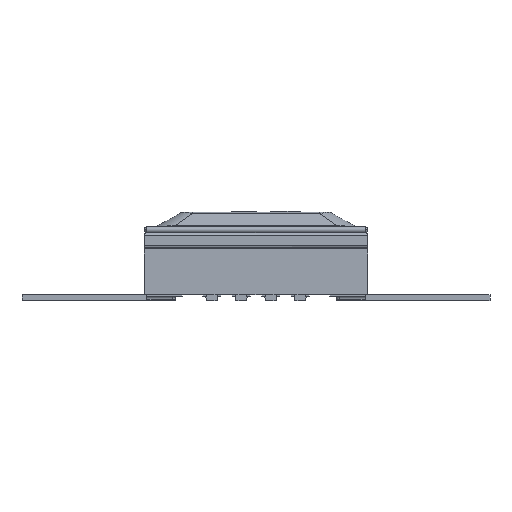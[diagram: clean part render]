
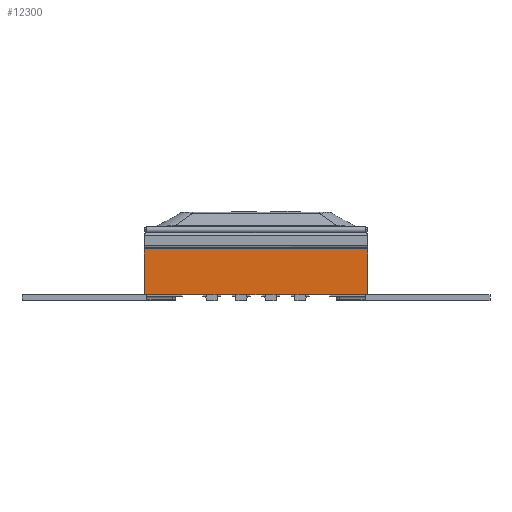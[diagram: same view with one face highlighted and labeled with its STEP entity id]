
A CAD part, left-side view. The second image highlights one B-rep face of the part: STEP entity #12300.
In plain terms, the highlighted planar face has unit normal (-1, 0, 0).
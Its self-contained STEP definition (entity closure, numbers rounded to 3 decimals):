
#603 = CARTESIAN_POINT ( 'NONE',  ( -4.6, -3.8, 0. ) ) ;
#1068 = EDGE_CURVE ( 'NONE', #3307, #6751, #21310, .T. ) ;
#1159 = EDGE_LOOP ( 'NONE', ( #14148, #25453, #6609, #29231, #4734, #2259, #10708, #29412, #7139, #23224, #22734, #28309 ) ) ;
#1404 = VERTEX_POINT ( 'NONE', #32389 ) ;
#1870 = DIRECTION ( 'NONE',  ( 0., 0., 1. ) ) ;
#1977 = EDGE_CURVE ( 'NONE', #9747, #10775, #18160, .T. ) ;
#2190 = CARTESIAN_POINT ( 'NONE',  ( -4.6, 1.685, 0. ) ) ;
#2259 = ORIENTED_EDGE ( 'NONE', *, *, #20262, .T. ) ;
#2275 = LINE ( 'NONE', #31696, #29270 ) ;
#3307 = VERTEX_POINT ( 'NONE', #16320 ) ;
#3372 = FACE_OUTER_BOUND ( 'NONE', #1159, .T. ) ;
#3414 = CARTESIAN_POINT ( 'NONE',  ( -4.6, -1.315, 0. ) ) ;
#3918 = LINE ( 'NONE', #603, #16943 ) ;
#4734 = ORIENTED_EDGE ( 'NONE', *, *, #1977, .T. ) ;
#5014 = DIRECTION ( 'NONE',  ( 0., -1., 0. ) ) ;
#5246 = DIRECTION ( 'NONE',  ( -1., 0., 0. ) ) ;
#5252 = VERTEX_POINT ( 'NONE', #21156 ) ;
#5804 = EDGE_CURVE ( 'NONE', #8904, #9747, #16133, .T. ) ;
#6315 = VECTOR ( 'NONE', #10194, 1000. ) ;
#6609 = ORIENTED_EDGE ( 'NONE', *, *, #14928, .T. ) ;
#6751 = VERTEX_POINT ( 'NONE', #8100 ) ;
#7139 = ORIENTED_EDGE ( 'NONE', *, *, #9509, .F. ) ;
#7990 = DIRECTION ( 'NONE',  ( 0., -1., 0. ) ) ;
#8100 = CARTESIAN_POINT ( 'NONE',  ( -4.6, 3.8, 1.55 ) ) ;
#8339 = CARTESIAN_POINT ( 'NONE',  ( -4.6, 3.8, 0. ) ) ;
#8561 = CARTESIAN_POINT ( 'NONE',  ( -4.6, 3.8, 0. ) ) ;
#8749 = VERTEX_POINT ( 'NONE', #2190 ) ;
#8904 = VERTEX_POINT ( 'NONE', #10652 ) ;
#9351 = DIRECTION ( 'NONE',  ( 0., -1., 0. ) ) ;
#9465 = VERTEX_POINT ( 'NONE', #12611 ) ;
#9509 = EDGE_CURVE ( 'NONE', #5252, #6751, #16958, .T. ) ;
#9747 = VERTEX_POINT ( 'NONE', #3414 ) ;
#9905 = VECTOR ( 'NONE', #5014, 1000. ) ;
#10194 = DIRECTION ( 'NONE',  ( 0., 0., 1. ) ) ;
#10652 = CARTESIAN_POINT ( 'NONE',  ( -4.6, -0.685, 0. ) ) ;
#10708 = ORIENTED_EDGE ( 'NONE', *, *, #11094, .F. ) ;
#10775 = VERTEX_POINT ( 'NONE', #26907 ) ;
#10922 = VERTEX_POINT ( 'NONE', #31425 ) ;
#10970 = VECTOR ( 'NONE', #7990, 1000. ) ;
#11094 = EDGE_CURVE ( 'NONE', #3307, #9465, #3918, .T. ) ;
#11320 = DIRECTION ( 'NONE',  ( 0., -1., 0. ) ) ;
#11359 = CARTESIAN_POINT ( 'NONE',  ( -4.6, 3.8, 0. ) ) ;
#11372 = DIRECTION ( 'NONE',  ( 0., -1., 0. ) ) ;
#11421 = VECTOR ( 'NONE', #11372, 1000. ) ;
#11752 = LINE ( 'NONE', #8339, #9905 ) ;
#11985 = PLANE ( 'NONE',  #20339 ) ;
#12300 = ADVANCED_FACE ( 'NONE', ( #3372 ), #11985, .T. ) ;
#12611 = CARTESIAN_POINT ( 'NONE',  ( -4.6, -3.8, 0. ) ) ;
#12781 = CARTESIAN_POINT ( 'NONE',  ( -4.6, 3.8, 0. ) ) ;
#13116 = DIRECTION ( 'NONE',  ( 0., -1., 0. ) ) ;
#13445 = VECTOR ( 'NONE', #14646, 1000. ) ;
#13601 = CARTESIAN_POINT ( 'NONE',  ( -4.6, 3.8, 0. ) ) ;
#14148 = ORIENTED_EDGE ( 'NONE', *, *, #29178, .T. ) ;
#14646 = DIRECTION ( 'NONE',  ( 0., 1., 0. ) ) ;
#14743 = CARTESIAN_POINT ( 'NONE',  ( -4.6, 3.8, 0. ) ) ;
#14778 = LINE ( 'NONE', #11359, #10970 ) ;
#14791 = CARTESIAN_POINT ( 'NONE',  ( -4.6, 0., 0. ) ) ;
#14928 = EDGE_CURVE ( 'NONE', #22951, #8904, #19801, .T. ) ;
#15296 = VERTEX_POINT ( 'NONE', #27836 ) ;
#16003 = VECTOR ( 'NONE', #17144, 1000. ) ;
#16133 = LINE ( 'NONE', #12781, #17918 ) ;
#16320 = CARTESIAN_POINT ( 'NONE',  ( -4.6, -3.8, 1.55 ) ) ;
#16452 = CARTESIAN_POINT ( 'NONE',  ( -4.6, 0., 0. ) ) ;
#16943 = VECTOR ( 'NONE', #30049, 1000. ) ;
#16958 = LINE ( 'NONE', #13601, #6315 ) ;
#17144 = DIRECTION ( 'NONE',  ( 0., -1., 0. ) ) ;
#17918 = VECTOR ( 'NONE', #9351, 1000. ) ;
#18022 = CARTESIAN_POINT ( 'NONE',  ( -4.6, 3.8, 1.55 ) ) ;
#18110 = LINE ( 'NONE', #14743, #22978 ) ;
#18160 = LINE ( 'NONE', #14791, #11421 ) ;
#19801 = LINE ( 'NONE', #16452, #29387 ) ;
#19969 = DIRECTION ( 'NONE',  ( 0., -1., 0. ) ) ;
#20262 = EDGE_CURVE ( 'NONE', #10775, #9465, #14778, .T. ) ;
#20339 = AXIS2_PLACEMENT_3D ( 'NONE', #8561, #5246, #1870 ) ;
#20465 = CARTESIAN_POINT ( 'NONE',  ( -4.6, 3.8, 0. ) ) ;
#21156 = CARTESIAN_POINT ( 'NONE',  ( -4.6, 3.8, 0. ) ) ;
#21310 = LINE ( 'NONE', #18022, #13445 ) ;
#22408 = EDGE_CURVE ( 'NONE', #5252, #8749, #26661, .T. ) ;
#22539 = EDGE_CURVE ( 'NONE', #15296, #22951, #18110, .T. ) ;
#22734 = ORIENTED_EDGE ( 'NONE', *, *, #30979, .T. ) ;
#22951 = VERTEX_POINT ( 'NONE', #31440 ) ;
#22978 = VECTOR ( 'NONE', #11320, 1000. ) ;
#23224 = ORIENTED_EDGE ( 'NONE', *, *, #22408, .T. ) ;
#23323 = CARTESIAN_POINT ( 'NONE',  ( -4.6, 3.8, 0. ) ) ;
#23815 = LINE ( 'NONE', #20465, #16003 ) ;
#25453 = ORIENTED_EDGE ( 'NONE', *, *, #22539, .T. ) ;
#26661 = LINE ( 'NONE', #23323, #28666 ) ;
#26907 = CARTESIAN_POINT ( 'NONE',  ( -4.6, -1.685, 0. ) ) ;
#27836 = CARTESIAN_POINT ( 'NONE',  ( -4.6, 0.315, 0. ) ) ;
#28309 = ORIENTED_EDGE ( 'NONE', *, *, #32313, .T. ) ;
#28365 = DIRECTION ( 'NONE',  ( 0., -1., 0. ) ) ;
#28666 = VECTOR ( 'NONE', #19969, 1000. ) ;
#29178 = EDGE_CURVE ( 'NONE', #1404, #15296, #23815, .T. ) ;
#29231 = ORIENTED_EDGE ( 'NONE', *, *, #5804, .T. ) ;
#29270 = VECTOR ( 'NONE', #28365, 1000. ) ;
#29387 = VECTOR ( 'NONE', #13116, 1000. ) ;
#29412 = ORIENTED_EDGE ( 'NONE', *, *, #1068, .T. ) ;
#30049 = DIRECTION ( 'NONE',  ( 0., 0., -1. ) ) ;
#30979 = EDGE_CURVE ( 'NONE', #8749, #10922, #11752, .T. ) ;
#31425 = CARTESIAN_POINT ( 'NONE',  ( -4.6, 1.315, 0. ) ) ;
#31440 = CARTESIAN_POINT ( 'NONE',  ( -4.6, -0.315, 0. ) ) ;
#31696 = CARTESIAN_POINT ( 'NONE',  ( -4.6, 3.8, 0. ) ) ;
#32313 = EDGE_CURVE ( 'NONE', #10922, #1404, #2275, .T. ) ;
#32389 = CARTESIAN_POINT ( 'NONE',  ( -4.6, 0.685, 0. ) ) ;
